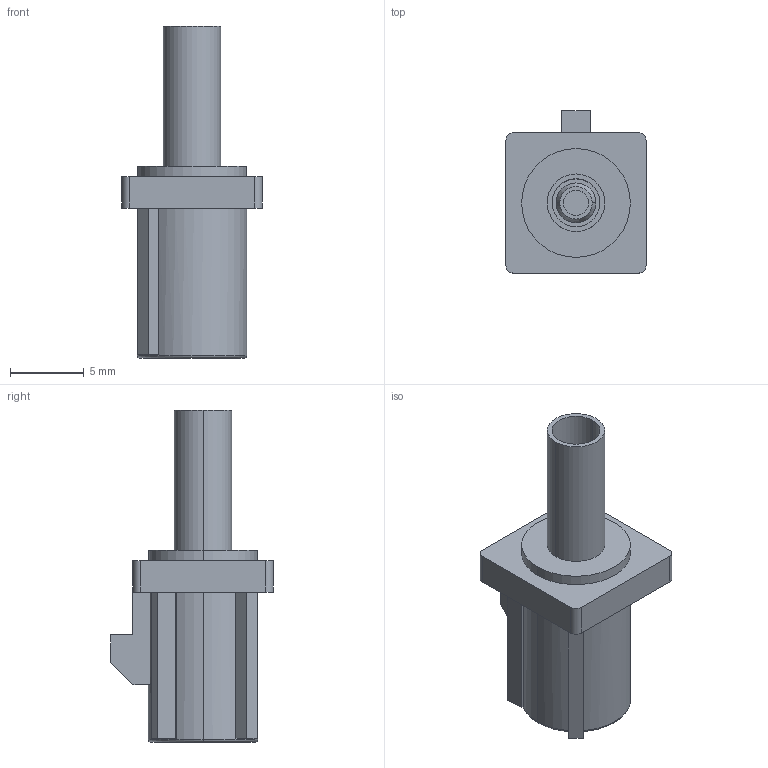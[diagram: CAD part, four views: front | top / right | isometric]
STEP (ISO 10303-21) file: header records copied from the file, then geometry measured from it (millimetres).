
FILE_DESCRIPTION (( 'STEP AP214' ), '1' );
FILE_NAME ('FMCN1349H.step', '2021-05-03T20:08:04', ( '' ), ( '' ), 'SwSTEP 2.0', 'SolidWorks 2020', '' );
FILE_SCHEMA (( 'AUTOMOTIVE_DESIGN' ));
Length unit declared in the file: inch
Products named in the file (1): FMCN1349H
Bounding box: 9.5 x 11 x 22.5 mm (x, y, z)
Volume: 537.4 mm3; surface area: 1135.9 mm2
Topology: 3 solids, 3 shells, 89 faces, 202 edges, 127 vertices
Faces by surface type: cylinder 36, plane 35, cone 12, torus 6
Entity records: 2732 total; most frequent: DIRECTION 470, CARTESIAN_POINT 461, ORIENTED_EDGE 400, EDGE_CURVE 200, AXIS2_PLACEMENT_3D 184, VERTEX_POINT 127, EDGE_LOOP 103, VECTOR 102
